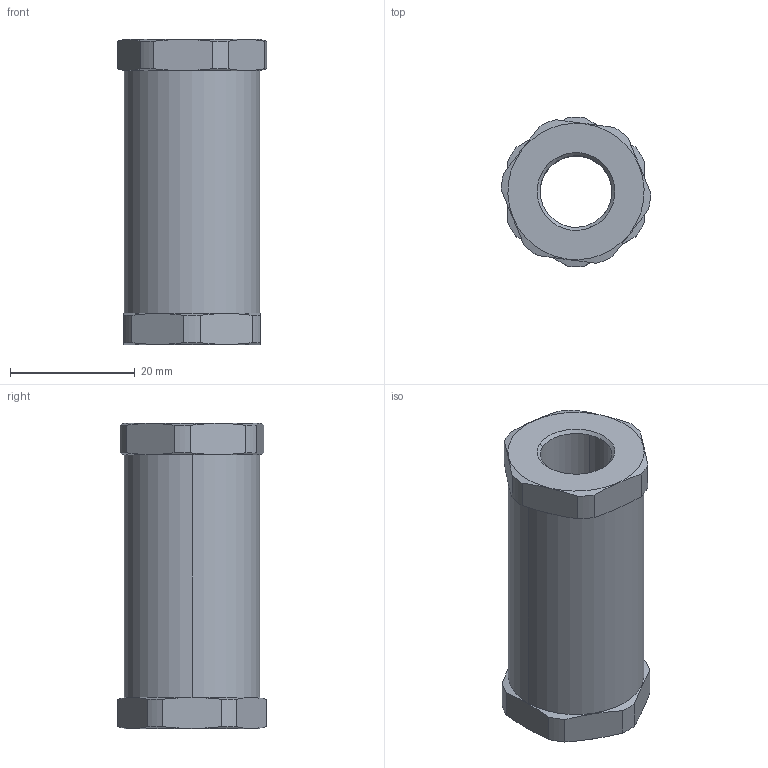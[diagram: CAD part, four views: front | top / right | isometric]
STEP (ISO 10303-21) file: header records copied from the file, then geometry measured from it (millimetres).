
FILE_DESCRIPTION (( 'STEP AP214' ), '1' );
FILE_NAME ('281ZL0211 1-4 BSP female-female.STEP', '2016-04-22T17:11:05', ( 'w7' ), ( 'Hewlett-Packard Company' ), 'SwSTEP 2.0', 'SolidWorks 2015', '' );
FILE_SCHEMA (( 'AUTOMOTIVE_DESIGN' ));
Length unit declared in the file: millimetre
Products named in the file (1): 281ZL0211 1-4 BSP female-female
Bounding box: 24 x 23.98 x 49 mm (x, y, z)
Surface area: 5084.7 mm2 (no closed solid volume)
Topology: 0 solids, 2 shells, 45 faces, 124 edges, 82 vertices
Faces by surface type: cylinder 18, plane 15, cone 12
Entity records: 2015 total; most frequent: CARTESIAN_POINT 364, ORIENTED_EDGE 240, DIRECTION 234, EDGE_CURVE 124, AXIS2_PLACEMENT_3D 96, VERTEX_POINT 82, CIRCLE 50, EDGE_LOOP 48
